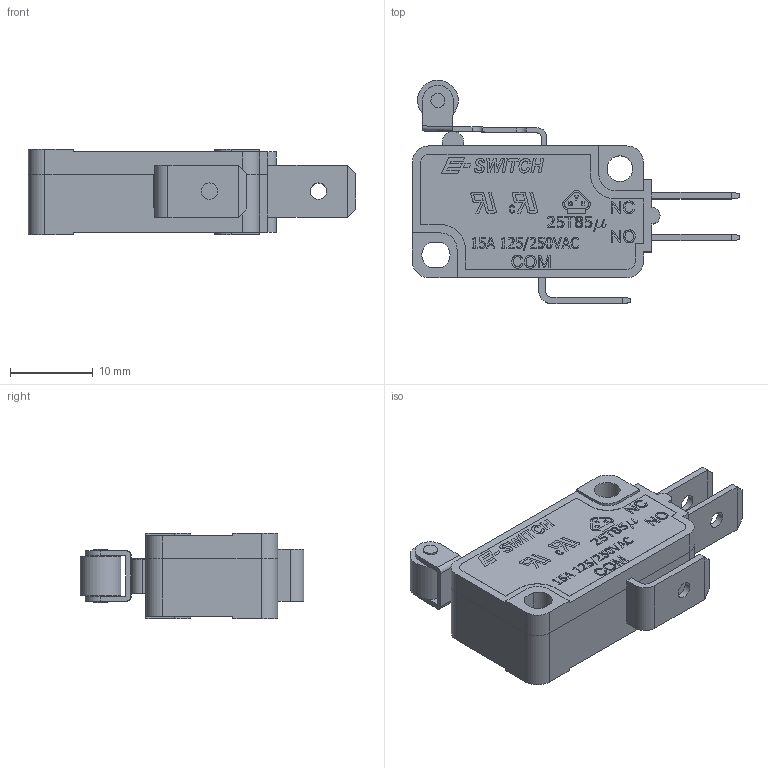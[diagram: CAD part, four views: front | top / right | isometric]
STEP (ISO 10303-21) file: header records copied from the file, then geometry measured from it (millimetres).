
FILE_DESCRIPTION(/* description */ (''),/* implementation_level */ '2;1');
FILE_NAME(/* name */ 'LS085xx05FxxxC2A.stp',/* time_stamp */ '2023-06-12T16:04:20-05:00',/* author */ ('mwilliams'),/* organization */ (''),/* preprocessor_version */ 'ST-DEVELOPER v18',/* originating_system */ 'Autodesk Inventor 2020',/* authorisation */ '');
FILE_SCHEMA (('AUTOMOTIVE_DESIGN { 1 0 10303 214 3 1 1 }'));
Length unit declared in the file: inch
Products named in the file (1): Q950105_Shrinkwrap_1
Bounding box: 39.5 x 26.99 x 10.3 mm (x, y, z)
Volume: 4538.7 mm3; surface area: 2944.6 mm2
Topology: 1 solids, 1 shells, 805 faces, 2212 edges, 1462 vertices
Faces by surface type: plane 525, bspline 207, cylinder 73
Full cylindrical faces by diameter (mm): 1.4 x1, 1.7 x2, 2 x3, 3.1 x2, 4.92 x1
Entity records: 27856 total; most frequent: CARTESIAN_POINT 8605, ORIENTED_EDGE 4426, DIRECTION 3136, EDGE_CURVE 2213, LINE 1660, VECTOR 1660, VERTEX_POINT 1462, EDGE_LOOP 873
